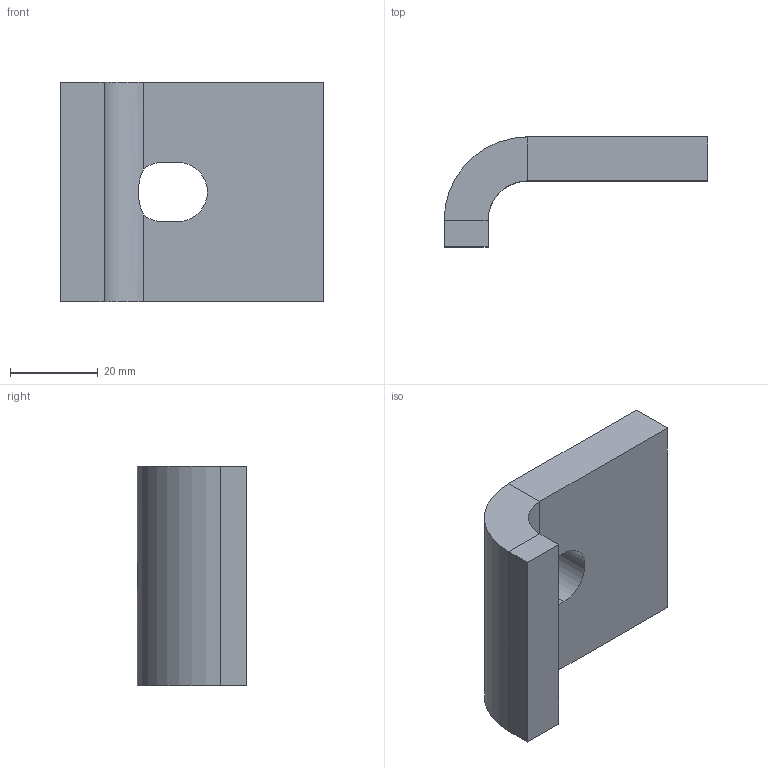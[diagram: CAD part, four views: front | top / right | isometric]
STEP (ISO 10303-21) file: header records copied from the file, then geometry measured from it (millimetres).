
FILE_DESCRIPTION (( 'STEP AP203' ), '1' );
FILE_NAME ('KTS 03.002-036_4-6355242.step', '2013-12-06T11:08:17', ( '' ), ( '' ), 'SwSTEP 2.0', 'SolidWorks 2013', '' );
FILE_SCHEMA (( 'CONFIG_CONTROL_DESIGN' ));
Length unit declared in the file: millimetre
Products named in the file (1): KTS 03.002-036_4-6355242
Bounding box: 60 x 25 x 50 mm (x, y, z)
Volume: 32633.9 mm3; surface area: 9408.9 mm2
Topology: 1 solids, 1 shells, 115 faces, 312 edges, 204 vertices
Faces by surface type: plane 89, bspline 21, cylinder 5
Entity records: 4103 total; most frequent: CARTESIAN_POINT 1261, ORIENTED_EDGE 624, DIRECTION 470, EDGE_CURVE 312, VECTOR 260, LINE 260, VERTEX_POINT 204, EDGE_LOOP 122
